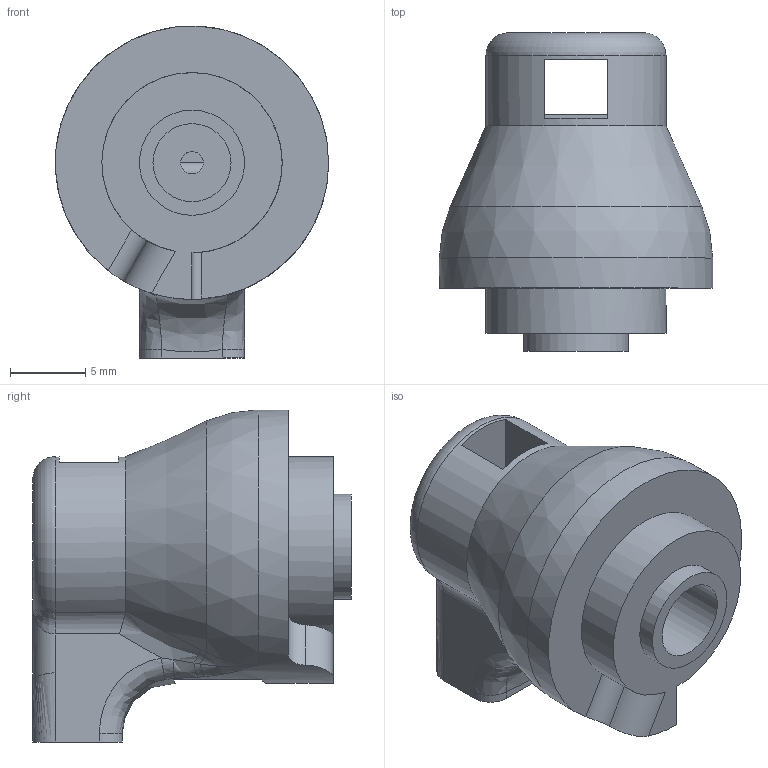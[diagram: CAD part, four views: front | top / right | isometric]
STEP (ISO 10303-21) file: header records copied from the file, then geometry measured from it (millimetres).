
FILE_DESCRIPTION(/* description */ (''),/* implementation_level */ '2;1');
FILE_NAME(/* name */ 'arm_connector_R3.step',/* time_stamp */ '2024-06-13T12:36:44+02:00',/* author */ (''),/* organization */ (''),/* preprocessor_version */ 'ST-DEVELOPER v20',/* originating_system */ 'Autodesk Translation Framework v13.14.0.145',/* authorisation */ '');
FILE_SCHEMA (('AUTOMOTIVE_DESIGN { 1 0 10303 214 3 1 1 }'));
Length unit declared in the file: millimetre
Products named in the file (1): Conector
Bounding box: 18.2 x 21.2 x 22.1 mm (x, y, z)
Volume: 2986 mm3; surface area: 2114.8 mm2
Topology: 1 solids, 1 shells, 66 faces, 185 edges, 116 vertices
Faces by surface type: bspline 22, cylinder 21, plane 21, cone 1, torus 1
Full cylindrical faces by diameter (mm): 1.5 x1, 5.2 x1, 7 x1, 18.2 x1
Entity records: 2758 total; most frequent: CARTESIAN_POINT 1176, ORIENTED_EDGE 362, DIRECTION 260, EDGE_CURVE 181, VERTEX_POINT 116, AXIS2_PLACEMENT_3D 95, EDGE_LOOP 71, LINE 70
